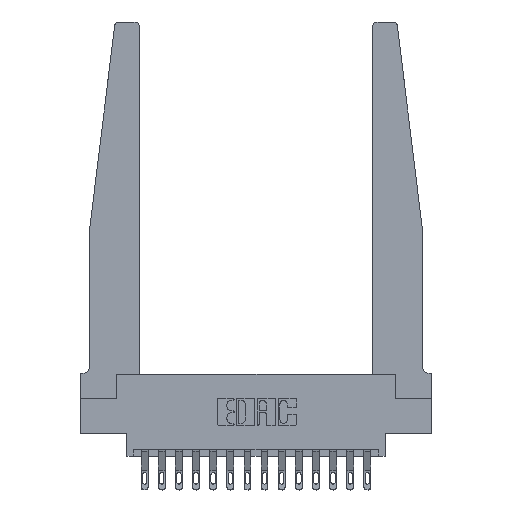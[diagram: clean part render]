
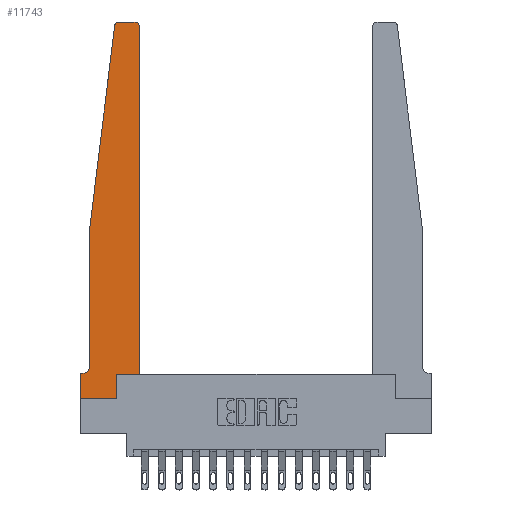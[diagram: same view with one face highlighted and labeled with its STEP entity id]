
A CAD part, top view. The second image highlights one B-rep face of the part: STEP entity #11743.
In plain terms, the highlighted planar face has unit normal (0, 0, 1).
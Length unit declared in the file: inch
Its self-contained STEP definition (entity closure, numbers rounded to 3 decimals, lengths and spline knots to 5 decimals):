
#411 = AXIS2_PLACEMENT_3D ( 'NONE', #10175, #16345, #1660 ) ;
#424 = LINE ( 'NONE', #17636, #5219 ) ;
#759 = DIRECTION ( 'NONE',  ( -1., 0., 0. ) ) ;
#997 = CARTESIAN_POINT ( 'NONE',  ( 0.425, 0.18, 0.37 ) ) ;
#1013 = VERTEX_POINT ( 'NONE', #15284 ) ;
#1185 = EDGE_CURVE ( 'NONE', #12581, #16772, #5089, .T. ) ;
#1379 = ORIENTED_EDGE ( 'NONE', *, *, #7648, .T. ) ;
#1587 = EDGE_CURVE ( 'NONE', #8126, #3039, #15205, .T. ) ;
#1660 = DIRECTION ( 'NONE',  ( -1., 0., 0. ) ) ;
#1691 = VECTOR ( 'NONE', #9693, 39.37008 ) ;
#1708 = AXIS2_PLACEMENT_3D ( 'NONE', #7682, #16433, #12435 ) ;
#1914 = CARTESIAN_POINT ( 'NONE',  ( 0., 0., 0.37 ) ) ;
#1992 = CARTESIAN_POINT ( 'NONE',  ( 0.065, 0.1875, 0.37 ) ) ;
#2107 = LINE ( 'NONE', #13609, #5235 ) ;
#2153 = ORIENTED_EDGE ( 'NONE', *, *, #7025, .T. ) ;
#2579 = CARTESIAN_POINT ( 'NONE',  ( 0.2605, 0., 0.37 ) ) ;
#2966 = ORIENTED_EDGE ( 'NONE', *, *, #16698, .T. ) ;
#3039 = VERTEX_POINT ( 'NONE', #15687 ) ;
#3221 = DIRECTION ( 'NONE',  ( -1., 0., 0. ) ) ;
#3393 = CARTESIAN_POINT ( 'NONE',  ( 0.395, 2.75, 0.37 ) ) ;
#3402 = VECTOR ( 'NONE', #3221, 39.37008 ) ;
#3520 = CARTESIAN_POINT ( 'NONE',  ( 0., 0.1875, 0.37 ) ) ;
#4041 = DIRECTION ( 'NONE',  ( 0., 0., 1. ) ) ;
#4076 = CARTESIAN_POINT ( 'NONE',  ( 0.065, 1.25, 0.37 ) ) ;
#4098 = EDGE_CURVE ( 'NONE', #6691, #7394, #10318, .T. ) ;
#4761 = EDGE_LOOP ( 'NONE', ( #13205, #8609, #12656, #1379, #5857, #15716, #18022, #2966, #2153, #14286, #13562, #16062 ) ) ;
#4906 = DIRECTION ( 'NONE',  ( 1., 0., 0. ) ) ;
#5008 = VECTOR ( 'NONE', #8044, 39.37008 ) ;
#5089 = LINE ( 'NONE', #13671, #10918 ) ;
#5219 = VECTOR ( 'NONE', #16514, 39.37008 ) ;
#5235 = VECTOR ( 'NONE', #6409, 39.37008 ) ;
#5857 = ORIENTED_EDGE ( 'NONE', *, *, #7284, .T. ) ;
#6409 = DIRECTION ( 'NONE',  ( 0., -1., 0. ) ) ;
#6614 = PLANE ( 'NONE',  #1708 ) ;
#6691 = VERTEX_POINT ( 'NONE', #14639 ) ;
#7025 = EDGE_CURVE ( 'NONE', #12409, #12149, #424, .T. ) ;
#7206 = FACE_OUTER_BOUND ( 'NONE', #4761, .T. ) ;
#7284 = EDGE_CURVE ( 'NONE', #14116, #6691, #8527, .T. ) ;
#7394 = VERTEX_POINT ( 'NONE', #3520 ) ;
#7648 = EDGE_CURVE ( 'NONE', #14745, #14116, #2107, .T. ) ;
#7682 = CARTESIAN_POINT ( 'NONE',  ( 0., 0.1875, 0.37 ) ) ;
#8044 = DIRECTION ( 'NONE',  ( -0.122, -0.992, 0. ) ) ;
#8126 = VERTEX_POINT ( 'NONE', #13938 ) ;
#8130 = DIRECTION ( 'NONE',  ( 0., 1., 0. ) ) ;
#8324 = CARTESIAN_POINT ( 'NONE',  ( 0.425, 0.18, 0.37 ) ) ;
#8527 = CIRCLE ( 'NONE', #411, 0.05 ) ;
#8609 = ORIENTED_EDGE ( 'NONE', *, *, #17961, .T. ) ;
#8809 = VECTOR ( 'NONE', #8130, 39.37008 ) ;
#9693 = DIRECTION ( 'NONE',  ( 1., 0., 0. ) ) ;
#10175 = CARTESIAN_POINT ( 'NONE',  ( 0.015, 0.2375, 0.37 ) ) ;
#10196 = EDGE_CURVE ( 'NONE', #17799, #14745, #10925, .T. ) ;
#10219 = CARTESIAN_POINT ( 'NONE',  ( 0.24675, 2.72367, 0.37 ) ) ;
#10318 = LINE ( 'NONE', #1992, #3402 ) ;
#10517 = LINE ( 'NONE', #1914, #10524 ) ;
#10524 = VECTOR ( 'NONE', #12126, 39.37008 ) ;
#10536 = EDGE_CURVE ( 'NONE', #12149, #8126, #16724, .T. ) ;
#10829 = EDGE_CURVE ( 'NONE', #3039, #12581, #15852, .T. ) ;
#10836 = DIRECTION ( 'NONE',  ( 1., 0., 0. ) ) ;
#10918 = VECTOR ( 'NONE', #759, 39.37008 ) ;
#10925 = LINE ( 'NONE', #15043, #5008 ) ;
#11743 = ADVANCED_FACE ( 'NONE', ( #7206 ), #6614, .T. ) ;
#12126 = DIRECTION ( 'NONE',  ( 0., -1., 0. ) ) ;
#12149 = VERTEX_POINT ( 'NONE', #18247 ) ;
#12275 = DIRECTION ( 'NONE',  ( 0., 0., 1. ) ) ;
#12409 = VERTEX_POINT ( 'NONE', #2579 ) ;
#12435 = DIRECTION ( 'NONE',  ( 1., 0., 0. ) ) ;
#12453 = CARTESIAN_POINT ( 'NONE',  ( 0., 0., 0.37 ) ) ;
#12486 = CARTESIAN_POINT ( 'NONE',  ( 0.065, 0.2375, 0.37 ) ) ;
#12581 = VERTEX_POINT ( 'NONE', #3393 ) ;
#12656 = ORIENTED_EDGE ( 'NONE', *, *, #10196, .T. ) ;
#13205 = ORIENTED_EDGE ( 'NONE', *, *, #1185, .T. ) ;
#13562 = ORIENTED_EDGE ( 'NONE', *, *, #1587, .T. ) ;
#13568 = EDGE_CURVE ( 'NONE', #7394, #1013, #10517, .T. ) ;
#13609 = CARTESIAN_POINT ( 'NONE',  ( 0.065, 1.25, 0.37 ) ) ;
#13671 = CARTESIAN_POINT ( 'NONE',  ( 0.25, 2.75, 0.37 ) ) ;
#13838 = CARTESIAN_POINT ( 'NONE',  ( 0.27653, 2.75, 0.37 ) ) ;
#13938 = CARTESIAN_POINT ( 'NONE',  ( 0.425, 0.18, 0.37 ) ) ;
#14116 = VERTEX_POINT ( 'NONE', #12486 ) ;
#14286 = ORIENTED_EDGE ( 'NONE', *, *, #10536, .T. ) ;
#14639 = CARTESIAN_POINT ( 'NONE',  ( 0.015, 0.1875, 0.37 ) ) ;
#14745 = VERTEX_POINT ( 'NONE', #4076 ) ;
#15043 = CARTESIAN_POINT ( 'NONE',  ( 0.065, 1.25, 0.37 ) ) ;
#15077 = CIRCLE ( 'NONE', #15974, 0.03 ) ;
#15205 = LINE ( 'NONE', #8324, #8809 ) ;
#15284 = CARTESIAN_POINT ( 'NONE',  ( 0., 0., 0.37 ) ) ;
#15687 = CARTESIAN_POINT ( 'NONE',  ( 0.425, 2.72, 0.37 ) ) ;
#15716 = ORIENTED_EDGE ( 'NONE', *, *, #4098, .T. ) ;
#15852 = CIRCLE ( 'NONE', #16136, 0.03 ) ;
#15889 = CARTESIAN_POINT ( 'NONE',  ( 0.395, 2.72, 0.37 ) ) ;
#15974 = AXIS2_PLACEMENT_3D ( 'NONE', #18038, #12275, #4906 ) ;
#16062 = ORIENTED_EDGE ( 'NONE', *, *, #10829, .T. ) ;
#16136 = AXIS2_PLACEMENT_3D ( 'NONE', #15889, #4041, #17006 ) ;
#16345 = DIRECTION ( 'NONE',  ( 0., 0., -1. ) ) ;
#16433 = DIRECTION ( 'NONE',  ( 0., 0., 1. ) ) ;
#16514 = DIRECTION ( 'NONE',  ( 0., 1., 0. ) ) ;
#16698 = EDGE_CURVE ( 'NONE', #1013, #12409, #16910, .T. ) ;
#16724 = LINE ( 'NONE', #997, #1691 ) ;
#16772 = VERTEX_POINT ( 'NONE', #13838 ) ;
#16910 = LINE ( 'NONE', #12453, #18019 ) ;
#17006 = DIRECTION ( 'NONE',  ( 1., 0., 0. ) ) ;
#17636 = CARTESIAN_POINT ( 'NONE',  ( 0.2605, 0.18, 0.37 ) ) ;
#17799 = VERTEX_POINT ( 'NONE', #10219 ) ;
#17961 = EDGE_CURVE ( 'NONE', #16772, #17799, #15077, .T. ) ;
#18019 = VECTOR ( 'NONE', #10836, 39.37008 ) ;
#18022 = ORIENTED_EDGE ( 'NONE', *, *, #13568, .T. ) ;
#18038 = CARTESIAN_POINT ( 'NONE',  ( 0.27653, 2.72, 0.37 ) ) ;
#18247 = CARTESIAN_POINT ( 'NONE',  ( 0.2605, 0.18, 0.37 ) ) ;
